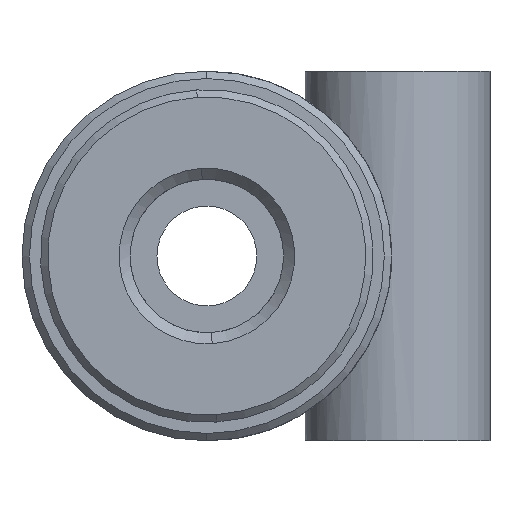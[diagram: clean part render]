
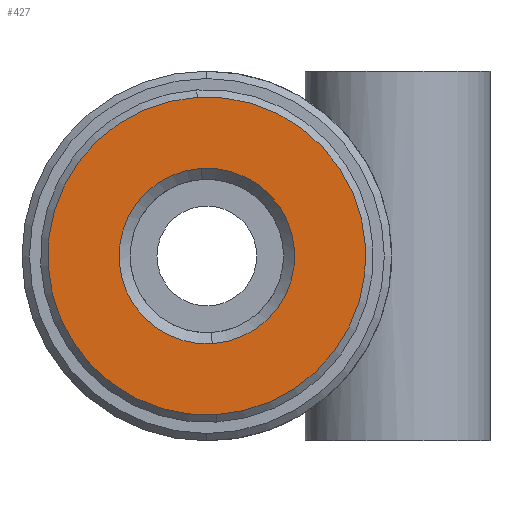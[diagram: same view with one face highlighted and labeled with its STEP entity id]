
A CAD part, front view. The second image highlights one B-rep face of the part: STEP entity #427.
In plain terms, the highlighted planar face has unit normal (0, -1, 0).
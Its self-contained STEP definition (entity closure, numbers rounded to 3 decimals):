
#14 = CARTESIAN_POINT ( 'NONE',  ( 0., -13.35, 0. ) ) ;
#17 = DIRECTION ( 'NONE',  ( -0.06, 0., 0.998 ) ) ;
#25 = DIRECTION ( 'NONE',  ( 0., 1., 0. ) ) ;
#84 = CARTESIAN_POINT ( 'NONE',  ( -0.144, -13.35, 2.371 ) ) ;
#85 = CARTESIAN_POINT ( 'NONE',  ( -0.26, -13.35, 4.292 ) ) ;
#119 = DIRECTION ( 'NONE',  ( 0., 1., 0. ) ) ;
#124 = PLANE ( 'NONE',  #510 ) ;
#130 = DIRECTION ( 'NONE',  ( -0.06, 0., 0.998 ) ) ;
#133 = CARTESIAN_POINT ( 'NONE',  ( -4.292, -13.35, -0.26 ) ) ;
#309 = EDGE_CURVE ( 'NONE', #841, #699, #1350, .T. ) ;
#325 = EDGE_CURVE ( 'NONE', #879, #748, #1272, .T. ) ;
#350 = EDGE_CURVE ( 'NONE', #699, #841, #1224, .T. ) ;
#416 = EDGE_CURVE ( 'NONE', #748, #879, #444, .T. ) ;
#427 = ADVANCED_FACE ( 'NONE', ( #1415, #1434 ), #124, .F. ) ;
#444 = CIRCLE ( 'NONE', #524, 4.3 ) ;
#510 = AXIS2_PLACEMENT_3D ( 'NONE', #133, #119, #130 ) ;
#524 = AXIS2_PLACEMENT_3D ( 'NONE', #14, #25, #17 ) ;
#543 = CARTESIAN_POINT ( 'NONE',  ( 0.144, -13.35, -2.371 ) ) ;
#559 = CARTESIAN_POINT ( 'NONE',  ( 0.26, -13.35, -4.292 ) ) ;
#592 = CARTESIAN_POINT ( 'NONE',  ( 0., -13.35, 0. ) ) ;
#600 = DIRECTION ( 'NONE',  ( -0.06, 0., 0.998 ) ) ;
#610 = DIRECTION ( 'NONE',  ( 0., 1., 0. ) ) ;
#699 = VERTEX_POINT ( 'NONE', #543 ) ;
#724 = ORIENTED_EDGE ( 'NONE', *, *, #325, .F. ) ;
#748 = VERTEX_POINT ( 'NONE', #559 ) ;
#821 = ORIENTED_EDGE ( 'NONE', *, *, #350, .T. ) ;
#823 = ORIENTED_EDGE ( 'NONE', *, *, #416, .F. ) ;
#841 = VERTEX_POINT ( 'NONE', #84 ) ;
#855 = ORIENTED_EDGE ( 'NONE', *, *, #309, .T. ) ;
#879 = VERTEX_POINT ( 'NONE', #85 ) ;
#1176 = CARTESIAN_POINT ( 'NONE',  ( 0., -13.35, 0. ) ) ;
#1181 = DIRECTION ( 'NONE',  ( -0.06, 0., 0.998 ) ) ;
#1210 = DIRECTION ( 'NONE',  ( 0., 1., 0. ) ) ;
#1224 = CIRCLE ( 'NONE', #1326, 2.375 ) ;
#1272 = CIRCLE ( 'NONE', #1324, 4.3 ) ;
#1301 = AXIS2_PLACEMENT_3D ( 'NONE', #592, #610, #600 ) ;
#1324 = AXIS2_PLACEMENT_3D ( 'NONE', #1512, #1535, #1458 ) ;
#1326 = AXIS2_PLACEMENT_3D ( 'NONE', #1176, #1210, #1181 ) ;
#1350 = CIRCLE ( 'NONE', #1301, 2.375 ) ;
#1415 = FACE_OUTER_BOUND ( 'NONE', #1713, .T. ) ;
#1434 = FACE_BOUND ( 'NONE', #1699, .T. ) ;
#1458 = DIRECTION ( 'NONE',  ( -0.06, 0., 0.998 ) ) ;
#1512 = CARTESIAN_POINT ( 'NONE',  ( 0., -13.35, 0. ) ) ;
#1535 = DIRECTION ( 'NONE',  ( 0., 1., 0. ) ) ;
#1699 = EDGE_LOOP ( 'NONE', ( #821, #855 ) ) ;
#1713 = EDGE_LOOP ( 'NONE', ( #724, #823 ) ) ;
